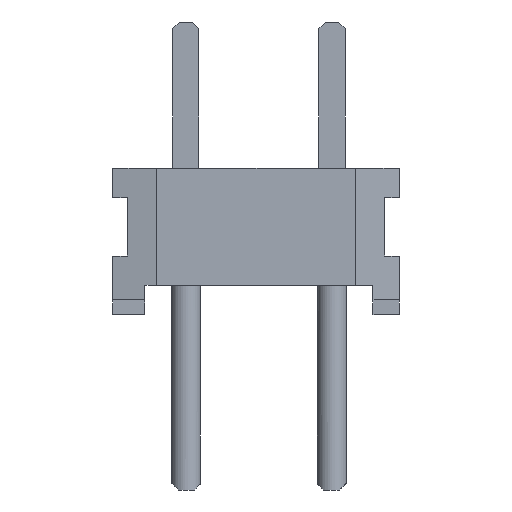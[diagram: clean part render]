
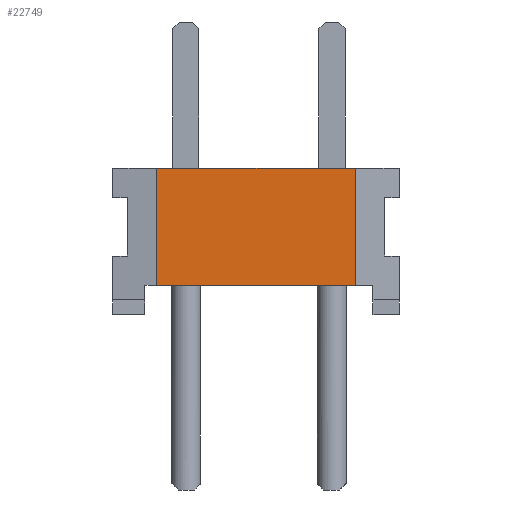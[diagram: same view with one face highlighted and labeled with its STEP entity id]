
A CAD part, left-side view. The second image highlights one B-rep face of the part: STEP entity #22749.
In plain terms, the highlighted planar face has unit normal (-1, 0, 0).
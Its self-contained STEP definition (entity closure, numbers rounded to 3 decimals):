
#22749 = ADVANCED_FACE('',(#22750),#22784,.F.);
#22750 = FACE_BOUND('',#22751,.T.);
#22751 = EDGE_LOOP('',(#22752,#22762,#22770,#22778));
#22752 = ORIENTED_EDGE('',*,*,#22753,.F.);
#22753 = EDGE_CURVE('',#22754,#22756,#22758,.T.);
#22754 = VERTEX_POINT('',#22755);
#22755 = CARTESIAN_POINT('',(-25.4,1.778,2.54));
#22756 = VERTEX_POINT('',#22757);
#22757 = CARTESIAN_POINT('',(-25.4,-1.676,2.54));
#22758 = LINE('',#22759,#22760);
#22759 = CARTESIAN_POINT('',(-25.4,2.54,2.54));
#22760 = VECTOR('',#22761,1.);
#22761 = DIRECTION('',(0.,-1.,0.));
#22762 = ORIENTED_EDGE('',*,*,#22763,.T.);
#22763 = EDGE_CURVE('',#22754,#22764,#22766,.T.);
#22764 = VERTEX_POINT('',#22765);
#22765 = CARTESIAN_POINT('',(-25.4,1.778,0.508));
#22766 = LINE('',#22767,#22768);
#22767 = CARTESIAN_POINT('',(-25.4,1.778,2.54));
#22768 = VECTOR('',#22769,1.);
#22769 = DIRECTION('',(0.,0.,-1.));
#22770 = ORIENTED_EDGE('',*,*,#22771,.T.);
#22771 = EDGE_CURVE('',#22764,#22772,#22774,.T.);
#22772 = VERTEX_POINT('',#22773);
#22773 = CARTESIAN_POINT('',(-25.4,-1.676,0.508));
#22774 = LINE('',#22775,#22776);
#22775 = CARTESIAN_POINT('',(-25.4,1.981,0.508));
#22776 = VECTOR('',#22777,1.);
#22777 = DIRECTION('',(0.,-1.,0.));
#22778 = ORIENTED_EDGE('',*,*,#22779,.T.);
#22779 = EDGE_CURVE('',#22772,#22756,#22780,.T.);
#22780 = LINE('',#22781,#22782);
#22781 = CARTESIAN_POINT('',(-25.4,-1.676,2.54));
#22782 = VECTOR('',#22783,1.);
#22783 = DIRECTION('',(0.,0.,1.));
#22784 = PLANE('',#22785);
#22785 = AXIS2_PLACEMENT_3D('',#22786,#22787,#22788);
#22786 = CARTESIAN_POINT('',(-25.4,2.54,2.54));
#22787 = DIRECTION('',(1.,0.,0.));
#22788 = DIRECTION('',(0.,1.,0.));
